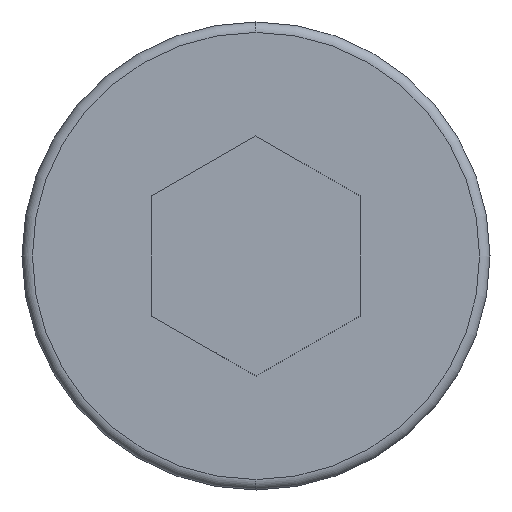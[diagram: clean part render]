
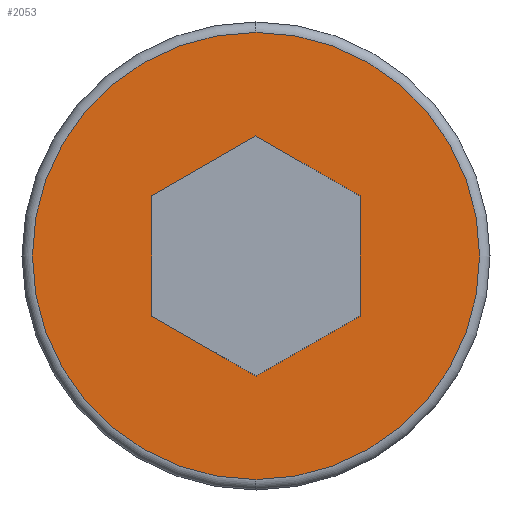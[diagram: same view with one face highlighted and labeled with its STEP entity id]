
A CAD part, left-side view. The second image highlights one B-rep face of the part: STEP entity #2053.
In plain terms, the highlighted planar face has unit normal (-1, 0, 0).
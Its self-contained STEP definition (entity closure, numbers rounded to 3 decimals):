
#16 = VECTOR ( 'NONE', #78, 1000. ) ;
#62 = VERTEX_POINT ( 'NONE', #1004 ) ;
#76 = CARTESIAN_POINT ( 'NONE',  ( -2.5, 1., 0.577 ) ) ;
#78 = DIRECTION ( 'NONE',  ( 0., 0., 1. ) ) ;
#98 = CIRCLE ( 'NONE', #1530, 2.15 ) ;
#187 = VERTEX_POINT ( 'NONE', #1701 ) ;
#213 = EDGE_CURVE ( 'NONE', #187, #1971, #217, .T. ) ;
#217 = LINE ( 'NONE', #1872, #1317 ) ;
#236 = DIRECTION ( 'NONE',  ( 0., 0., -1. ) ) ;
#252 = CIRCLE ( 'NONE', #2229, 2.15 ) ;
#254 = CARTESIAN_POINT ( 'NONE',  ( -2.5, -1., -0.577 ) ) ;
#356 = EDGE_LOOP ( 'NONE', ( #613, #1512, #1571, #1121, #571, #2318 ) ) ;
#405 = DIRECTION ( 'NONE',  ( 0., 0., 1. ) ) ;
#478 = VECTOR ( 'NONE', #1698, 1000. ) ;
#498 = CARTESIAN_POINT ( 'NONE',  ( -2.5, 0., 0. ) ) ;
#499 = AXIS2_PLACEMENT_3D ( 'NONE', #1153, #2065, #405 ) ;
#571 = ORIENTED_EDGE ( 'NONE', *, *, #1398, .F. ) ;
#573 = CARTESIAN_POINT ( 'NONE',  ( -2.5, 1., -0.577 ) ) ;
#578 = CARTESIAN_POINT ( 'NONE',  ( -2.5, -1., -0.577 ) ) ;
#591 = PLANE ( 'NONE',  #499 ) ;
#613 = ORIENTED_EDGE ( 'NONE', *, *, #1339, .F. ) ;
#621 = CARTESIAN_POINT ( 'NONE',  ( -2.5, 0., 1.155 ) ) ;
#742 = CARTESIAN_POINT ( 'NONE',  ( -2.5, -1., 0.577 ) ) ;
#775 = EDGE_CURVE ( 'NONE', #62, #1427, #800, .T. ) ;
#791 = FACE_BOUND ( 'NONE', #356, .T. ) ;
#797 = CARTESIAN_POINT ( 'NONE',  ( -2.5, -1., 0.577 ) ) ;
#800 = LINE ( 'NONE', #621, #1202 ) ;
#924 = EDGE_CURVE ( 'NONE', #1971, #2128, #2258, .T. ) ;
#992 = DIRECTION ( 'NONE',  ( 0., 0.866, -0.5 ) ) ;
#1004 = CARTESIAN_POINT ( 'NONE',  ( -2.5, 0., 1.155 ) ) ;
#1034 = LINE ( 'NONE', #1593, #1604 ) ;
#1043 = ORIENTED_EDGE ( 'NONE', *, *, #1577, .F. ) ;
#1103 = DIRECTION ( 'NONE',  ( 0., 0., -1. ) ) ;
#1121 = ORIENTED_EDGE ( 'NONE', *, *, #1729, .F. ) ;
#1153 = CARTESIAN_POINT ( 'NONE',  ( -2.5, 2.15, 0. ) ) ;
#1159 = LINE ( 'NONE', #76, #1671 ) ;
#1202 = VECTOR ( 'NONE', #992, 1000. ) ;
#1215 = VERTEX_POINT ( 'NONE', #1454 ) ;
#1277 = VERTEX_POINT ( 'NONE', #573 ) ;
#1317 = VECTOR ( 'NONE', #1333, 1000. ) ;
#1330 = LINE ( 'NONE', #797, #478 ) ;
#1333 = DIRECTION ( 'NONE',  ( 0., -0.866, 0.5 ) ) ;
#1339 = EDGE_CURVE ( 'NONE', #2128, #62, #1330, .T. ) ;
#1348 = FACE_OUTER_BOUND ( 'NONE', #1795, .T. ) ;
#1398 = EDGE_CURVE ( 'NONE', #1427, #1277, #1159, .T. ) ;
#1412 = DIRECTION ( 'NONE',  ( 0., -0.866, -0.5 ) ) ;
#1427 = VERTEX_POINT ( 'NONE', #1548 ) ;
#1448 = DIRECTION ( 'NONE',  ( 1., 0., 0. ) ) ;
#1454 = CARTESIAN_POINT ( 'NONE',  ( -2.5, 0., 2.15 ) ) ;
#1496 = CARTESIAN_POINT ( 'NONE',  ( -2.5, 0., -2.15 ) ) ;
#1512 = ORIENTED_EDGE ( 'NONE', *, *, #924, .F. ) ;
#1530 = AXIS2_PLACEMENT_3D ( 'NONE', #2391, #1448, #1103 ) ;
#1548 = CARTESIAN_POINT ( 'NONE',  ( -2.5, 1., 0.577 ) ) ;
#1571 = ORIENTED_EDGE ( 'NONE', *, *, #213, .F. ) ;
#1577 = EDGE_CURVE ( 'NONE', #2038, #1215, #252, .T. ) ;
#1593 = CARTESIAN_POINT ( 'NONE',  ( -2.5, 1., -0.577 ) ) ;
#1604 = VECTOR ( 'NONE', #1412, 1000. ) ;
#1671 = VECTOR ( 'NONE', #236, 1000. ) ;
#1698 = DIRECTION ( 'NONE',  ( 0., 0.866, 0.5 ) ) ;
#1701 = CARTESIAN_POINT ( 'NONE',  ( -2.5, 0., -1.155 ) ) ;
#1729 = EDGE_CURVE ( 'NONE', #1277, #187, #1034, .T. ) ;
#1744 = DIRECTION ( 'NONE',  ( 0., 0., -1. ) ) ;
#1793 = DIRECTION ( 'NONE',  ( 1., 0., 0. ) ) ;
#1795 = EDGE_LOOP ( 'NONE', ( #1043, #2339 ) ) ;
#1816 = EDGE_CURVE ( 'NONE', #1215, #2038, #98, .T. ) ;
#1872 = CARTESIAN_POINT ( 'NONE',  ( -2.5, 0., -1.155 ) ) ;
#1971 = VERTEX_POINT ( 'NONE', #578 ) ;
#2038 = VERTEX_POINT ( 'NONE', #1496 ) ;
#2053 = ADVANCED_FACE ( 'NONE', ( #791, #1348 ), #591, .T. ) ;
#2065 = DIRECTION ( 'NONE',  ( -1., 0., 0. ) ) ;
#2128 = VERTEX_POINT ( 'NONE', #742 ) ;
#2229 = AXIS2_PLACEMENT_3D ( 'NONE', #498, #1793, #1744 ) ;
#2258 = LINE ( 'NONE', #254, #16 ) ;
#2318 = ORIENTED_EDGE ( 'NONE', *, *, #775, .F. ) ;
#2339 = ORIENTED_EDGE ( 'NONE', *, *, #1816, .F. ) ;
#2391 = CARTESIAN_POINT ( 'NONE',  ( -2.5, 0., 0. ) ) ;
